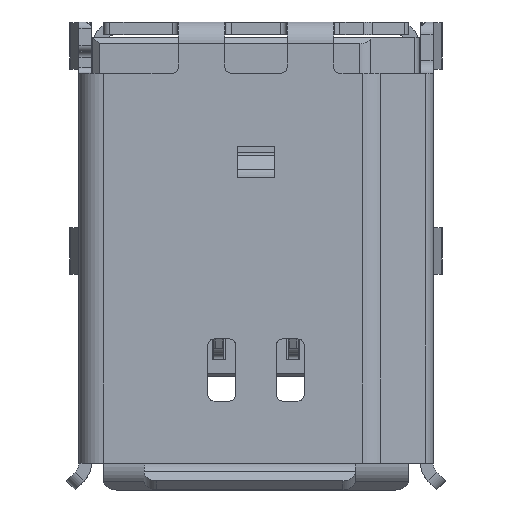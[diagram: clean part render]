
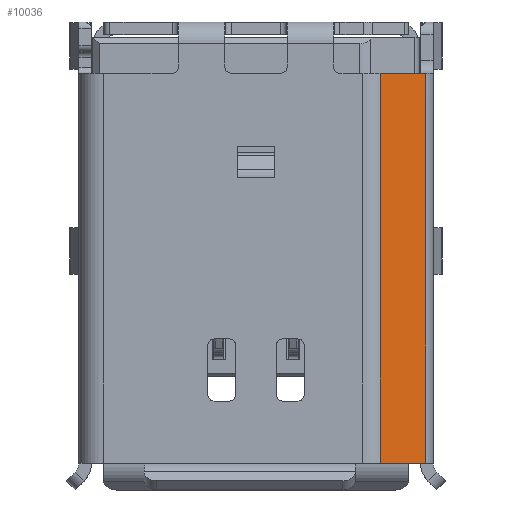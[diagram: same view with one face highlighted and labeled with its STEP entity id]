
A CAD part, top view. The second image highlights one B-rep face of the part: STEP entity #10036.
In plain terms, the highlighted planar face has unit normal (0.707, 0, 0.707).
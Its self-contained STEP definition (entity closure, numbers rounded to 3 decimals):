
#9886=CARTESIAN_POINT('',(4.,3.75,3.816));
#9887=VERTEX_POINT('',#9886);
#9895=CARTESIAN_POINT('',(5.466,3.75,2.35));
#9896=VERTEX_POINT('',#9895);
#9897=CARTESIAN_POINT('',(4.,3.75,3.816));
#9898=DIRECTION('',(0.707,0.,-0.707));
#9899=VECTOR('',#9898,2.073);
#9900=LINE('',#9897,#9899);
#9901=EDGE_CURVE('',#9887,#9896,#9900,.T.);
#9986=CARTESIAN_POINT('',(5.466,-8.8,2.35));
#9987=VERTEX_POINT('',#9986);
#9995=CARTESIAN_POINT('',(4.,-8.8,3.816));
#9996=VERTEX_POINT('',#9995);
#9997=CARTESIAN_POINT('',(5.466,-8.8,2.35));
#9998=DIRECTION('',(-0.707,0.,0.707));
#9999=VECTOR('',#9998,2.073);
#10000=LINE('',#9997,#9999);
#10001=EDGE_CURVE('',#9987,#9996,#10000,.T.);
#10015=CARTESIAN_POINT('',(4.733,-2.525,3.083));
#10016=DIRECTION('',(0.707,0.,-0.707));
#10017=DIRECTION('',(0.707,-0.,0.707));
#10018=AXIS2_PLACEMENT_3D('',#10015,#10017,#10016);
#10019=PLANE('',#10018);
#10020=CARTESIAN_POINT('',(4.,3.75,3.816));
#10021=DIRECTION('',(0.,-1.,0.));
#10022=VECTOR('',#10021,12.55);
#10023=LINE('',#10020,#10022);
#10024=EDGE_CURVE('',#9887,#9996,#10023,.T.);
#10025=ORIENTED_EDGE('',*,*,#10024,.T.);
#10026=ORIENTED_EDGE('',*,*,#10001,.F.);
#10027=CARTESIAN_POINT('',(5.466,-8.8,2.35));
#10028=DIRECTION('',(0.,1.,0.));
#10029=VECTOR('',#10028,12.55);
#10030=LINE('',#10027,#10029);
#10031=EDGE_CURVE('',#9987,#9896,#10030,.T.);
#10032=ORIENTED_EDGE('',*,*,#10031,.T.);
#10033=ORIENTED_EDGE('',*,*,#9901,.F.);
#10034=EDGE_LOOP('',(#10025,#10026,#10032,#10033));
#10035=FACE_OUTER_BOUND('',#10034,.T.);
#10036=ADVANCED_FACE('',(#10035),#10019,.T.);
